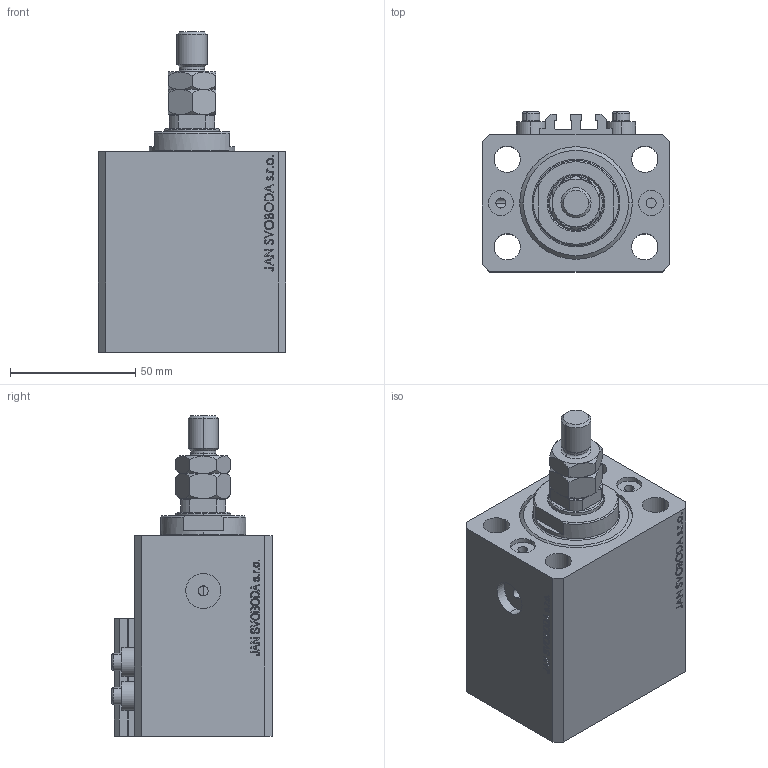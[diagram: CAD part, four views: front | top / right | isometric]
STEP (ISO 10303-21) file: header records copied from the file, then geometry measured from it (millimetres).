
FILE_DESCRIPTION (( 'STEP AP203' ), '1' );
FILE_NAME ('d90b.STEP', '2021-03-16T18:45:32', ( '' ), ( '' ), 'SwSTEP 2.0', 'SolidWorks 2019', '' );
FILE_SCHEMA (( 'CONFIG_CONTROL_DESIGN' ));
Length unit declared in the file: millimetre
Products named in the file (6): d90b; V250CE_C d909dc608f2111c4d2168c92bfd62a5f; ALLEN BOLT V250CE d909dc608f2111c4d2168c92bfd62a5f; V250CE_VC_C d909dc608f2111c4d2168c92bfd62a5f; V250CE_C_VCP d909dc608f2111c4d2168c92bfd62a5f; MTA d909dc608f2111c4d2168c92bfd62a5f
Assembly tree (8 placements, depth 2):
  d90b
    V250CE_C d909dc608f2111c4d2168c92bfd62a5f
    ALLEN BOLT V250CE d909dc608f2111c4d2168c92bfd62a5f  x4
    V250CE_C_VCP d909dc608f2111c4d2168c92bfd62a5f
    V250CE_VC_C d909dc608f2111c4d2168c92bfd62a5f
    MTA d909dc608f2111c4d2168c92bfd62a5f
Bounding box: 75 x 64 x 127.9 mm (x, y, z)
Volume: 311961.9 mm3; surface area: 76429.6 mm2
Topology: 9 solids, 9 shells, 1082 faces, 2703 edges, 1757 vertices
Faces by surface type: plane 518, bspline 374, cylinder 90, cone 84, torus 16
Entity records: 48826 total; most frequent: CARTESIAN_POINT 26416, ORIENTED_EDGE 5096, DIRECTION 3214, EDGE_CURVE 2548, VERTEX_POINT 1673, VECTOR 1508, LINE 1508, EDGE_LOOP 1131
